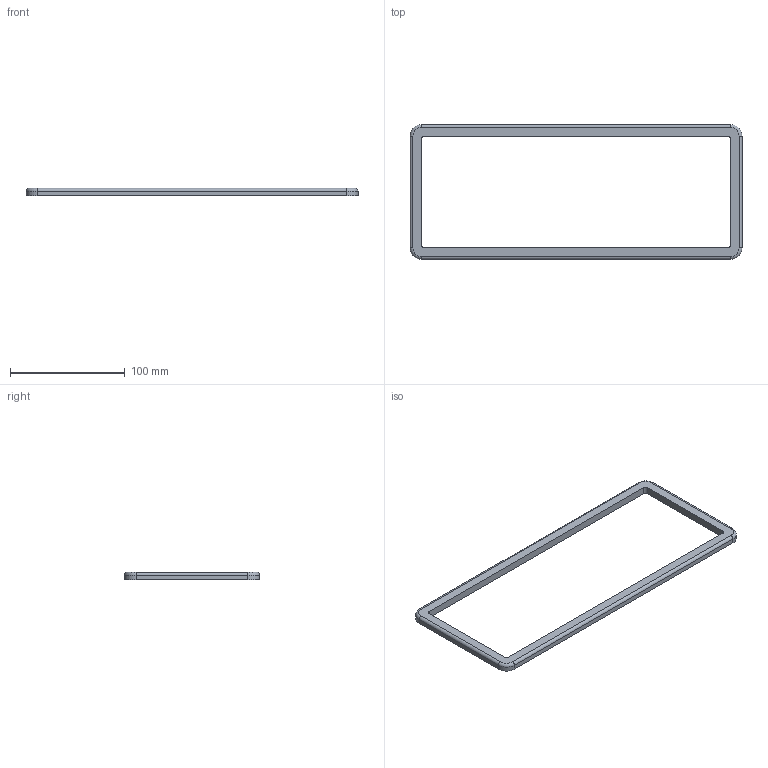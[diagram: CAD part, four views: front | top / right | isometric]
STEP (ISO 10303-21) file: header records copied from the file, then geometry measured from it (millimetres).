
FILE_DESCRIPTION(('HOOPS Exchange Step'),'2;1');
FILE_NAME('temp_export','2023-12-14T17:52:03-05:00',('jscotto'),('Shapr3D Limited'),'HOOPS Exchange 2023.2','Shapr3D','Authorized');
FILE_SCHEMA( ('AUTOMOTIVE_DESIGN { 1 0 10303 214 1 1 1 1 }') );
Length unit declared in the file: millimetre
Products named in the file (1): Case (Top)
Bounding box: 288.7 x 117.25 x 6.6 mm (x, y, z)
Volume: 48942.8 mm3; surface area: 24924.7 mm2
Topology: 1 solids, 1 shells, 52 faces, 115 edges, 78 vertices
Faces by surface type: cylinder 25, plane 23, torus 4
Full cylindrical faces by diameter (mm): 3.6 x13
Entity records: 1505 total; most frequent: DIRECTION 287, CARTESIAN_POINT 246, ORIENTED_EDGE 230, AXIS2_PLACEMENT_3D 119, EDGE_CURVE 115, VERTEX_POINT 78, EDGE_LOOP 67, FACE_BOUND 67
